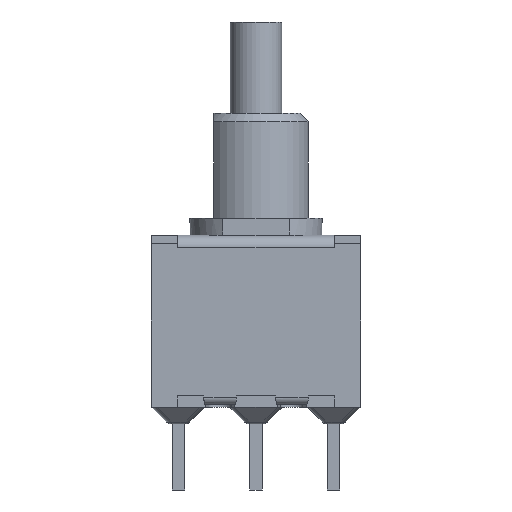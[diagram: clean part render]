
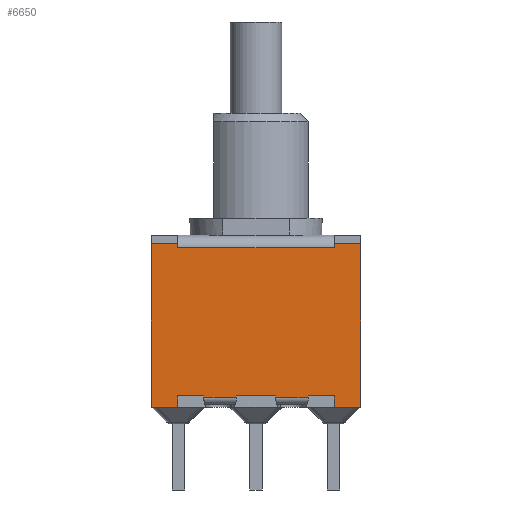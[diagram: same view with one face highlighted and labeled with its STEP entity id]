
A CAD part, front view. The second image highlights one B-rep face of the part: STEP entity #6650.
In plain terms, the highlighted planar face has unit normal (0, -1, 0).
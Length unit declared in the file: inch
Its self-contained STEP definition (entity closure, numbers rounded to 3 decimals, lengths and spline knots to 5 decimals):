
#1790=CARTESIAN_POINT('',(-0.18701,-0.13504,0.0));
#1791=VERTEX_POINT('',#1790);
#1798=CARTESIAN_POINT('',(-0.25,-0.13504,0.0));
#1799=VERTEX_POINT('',#1798);
#1800=CARTESIAN_POINT('',(-0.18701,-0.13504,0.0));
#1801=DIRECTION('',(-1.0,0.0,0.0));
#1802=VECTOR('',#1801,0.06299);
#1803=LINE('',#1800,#1802);
#1804=EDGE_CURVE('',#1791,#1799,#1803,.T.);
#3295=CARTESIAN_POINT('',(-0.04702,-0.13504,0.02756));
#3296=VERTEX_POINT('',#3295);
#3303=CARTESIAN_POINT('',(-0.04702,-0.13504,0.02323));
#3304=VERTEX_POINT('',#3303);
#3305=CARTESIAN_POINT('',(-0.04702,-0.13504,0.02323));
#3306=DIRECTION('',(0.0,0.0,1.0));
#3307=VECTOR('',#3306,0.00433);
#3308=LINE('',#3305,#3307);
#3309=EDGE_CURVE('',#3304,#3296,#3308,.T.);
#3352=CARTESIAN_POINT('',(0.04702,-0.13504,0.02323));
#3353=VERTEX_POINT('',#3352);
#3361=CARTESIAN_POINT('',(0.04702,-0.13504,0.02756));
#3362=VERTEX_POINT('',#3361);
#3363=CARTESIAN_POINT('',(0.04702,-0.13504,0.02756));
#3364=DIRECTION('',(0.0,0.0,-1.0));
#3365=VECTOR('',#3364,0.00433);
#3366=LINE('',#3363,#3365);
#3367=EDGE_CURVE('',#3362,#3353,#3366,.T.);
#5416=CARTESIAN_POINT('',(-0.12424,-0.13504,0.02323));
#5417=VERTEX_POINT('',#5416);
#5434=CARTESIAN_POINT('',(-0.04702,-0.13504,0.02323));
#5435=DIRECTION('',(-1.0,0.0,0.0));
#5436=VECTOR('',#5435,0.07721);
#5437=LINE('',#5434,#5436);
#5438=EDGE_CURVE('',#3304,#5417,#5437,.T.);
#5499=CARTESIAN_POINT('',(-0.12424,-0.13504,0.02756));
#5500=VERTEX_POINT('',#5499);
#5501=CARTESIAN_POINT('',(-0.12424,-0.13504,0.02756));
#5502=DIRECTION('',(0.0,0.0,-1.0));
#5503=VECTOR('',#5502,0.00433);
#5504=LINE('',#5501,#5503);
#5505=EDGE_CURVE('',#5500,#5417,#5504,.T.);
#5628=CARTESIAN_POINT('',(0.12424,-0.13504,0.02323));
#5629=VERTEX_POINT('',#5628);
#5637=CARTESIAN_POINT('',(0.12424,-0.13504,0.02323));
#5638=DIRECTION('',(-1.0,0.0,0.0));
#5639=VECTOR('',#5638,0.07721);
#5640=LINE('',#5637,#5639);
#5641=EDGE_CURVE('',#5629,#3353,#5640,.T.);
#5709=CARTESIAN_POINT('',(0.18701,-0.13504,0.02756));
#5710=VERTEX_POINT('',#5709);
#5717=CARTESIAN_POINT('',(0.12424,-0.13504,0.02756));
#5718=VERTEX_POINT('',#5717);
#5719=CARTESIAN_POINT('',(0.12424,-0.13504,0.02756));
#5720=DIRECTION('',(1.0,0.0,0.0));
#5721=VECTOR('',#5720,0.06277);
#5722=LINE('',#5719,#5721);
#5723=EDGE_CURVE('',#5718,#5710,#5722,.T.);
#5748=CARTESIAN_POINT('',(-0.18701,-0.13504,0.02756));
#5749=VERTEX_POINT('',#5748);
#5750=CARTESIAN_POINT('',(-0.18701,-0.13504,0.02756));
#5751=DIRECTION('',(1.0,0.0,0.0));
#5752=VECTOR('',#5751,0.06277);
#5753=LINE('',#5750,#5752);
#5754=EDGE_CURVE('',#5749,#5500,#5753,.T.);
#5777=CARTESIAN_POINT('',(-0.04702,-0.13504,0.02756));
#5778=DIRECTION('',(1.0,0.0,0.0));
#5779=VECTOR('',#5778,0.09405);
#5780=LINE('',#5777,#5779);
#5781=EDGE_CURVE('',#3296,#3362,#5780,.T.);
#5883=CARTESIAN_POINT('',(0.12424,-0.13504,0.02323));
#5884=DIRECTION('',(0.0,0.0,1.0));
#5885=VECTOR('',#5884,0.00433);
#5886=LINE('',#5883,#5885);
#5887=EDGE_CURVE('',#5629,#5718,#5886,.T.);
#5911=CARTESIAN_POINT('',(0.18701,-0.13504,0.38071));
#5912=VERTEX_POINT('',#5911);
#5925=CARTESIAN_POINT('',(-0.18701,-0.13504,0.38071));
#5926=VERTEX_POINT('',#5925);
#5934=CARTESIAN_POINT('',(-0.18701,-0.13504,0.38071));
#5935=DIRECTION('',(1.0,0.0,0.0));
#5936=VECTOR('',#5935,0.37402);
#5937=LINE('',#5934,#5936);
#5938=EDGE_CURVE('',#5926,#5912,#5937,.T.);
#6195=CARTESIAN_POINT('',(0.18701,-0.13504,0.39055));
#6196=VERTEX_POINT('',#6195);
#6203=CARTESIAN_POINT('',(0.25,-0.13504,0.39055));
#6204=VERTEX_POINT('',#6203);
#6205=CARTESIAN_POINT('',(0.25,-0.13504,0.39055));
#6206=DIRECTION('',(-1.0,0.0,0.0));
#6207=VECTOR('',#6206,0.06299);
#6208=LINE('',#6205,#6207);
#6209=EDGE_CURVE('',#6204,#6196,#6208,.T.);
#6251=CARTESIAN_POINT('',(-0.25,-0.13504,0.39055));
#6252=VERTEX_POINT('',#6251);
#6259=CARTESIAN_POINT('',(-0.18701,-0.13504,0.39055));
#6260=VERTEX_POINT('',#6259);
#6261=CARTESIAN_POINT('',(-0.18701,-0.13504,0.39055));
#6262=DIRECTION('',(-1.0,0.0,0.0));
#6263=VECTOR('',#6262,0.06299);
#6264=LINE('',#6261,#6263);
#6265=EDGE_CURVE('',#6260,#6252,#6264,.T.);
#6305=CARTESIAN_POINT('',(-0.18701,-0.13504,0.0));
#6306=DIRECTION('',(0.0,0.0,1.0));
#6307=VECTOR('',#6306,0.02756);
#6308=LINE('',#6305,#6307);
#6309=EDGE_CURVE('',#1791,#5749,#6308,.T.);
#6335=CARTESIAN_POINT('',(0.18701,-0.13504,0.0));
#6336=VERTEX_POINT('',#6335);
#6343=CARTESIAN_POINT('',(0.18701,-0.13504,0.0));
#6344=DIRECTION('',(0.0,0.0,1.0));
#6345=VECTOR('',#6344,0.02756);
#6346=LINE('',#6343,#6345);
#6347=EDGE_CURVE('',#6336,#5710,#6346,.T.);
#6358=CARTESIAN_POINT('',(0.18701,-0.13504,0.38071));
#6359=DIRECTION('',(0.0,0.0,1.0));
#6360=VECTOR('',#6359,0.00984);
#6361=LINE('',#6358,#6360);
#6362=EDGE_CURVE('',#5912,#6196,#6361,.T.);
#6597=CARTESIAN_POINT('',(-0.18701,-0.13504,0.38071));
#6598=DIRECTION('',(0.0,0.0,1.0));
#6599=VECTOR('',#6598,0.00984);
#6600=LINE('',#6597,#6599);
#6601=EDGE_CURVE('',#5926,#6260,#6600,.T.);
#6606=CARTESIAN_POINT('',(0.275,-0.13504,-0.01953));
#6607=DIRECTION('',(0.0,-1.0,0.0));
#6608=DIRECTION('',(0.0,0.0,-1.0));
#6609=AXIS2_PLACEMENT_3D('',#6606,#6607,#6608);
#6610=PLANE('',#6609);
#6611=ORIENTED_EDGE('',*,*,#6265,.T.);
#6612=CARTESIAN_POINT('',(-0.25,-0.13504,0.0));
#6613=DIRECTION('',(0.0,0.0,1.0));
#6614=VECTOR('',#6613,0.39055);
#6615=LINE('',#6612,#6614);
#6616=EDGE_CURVE('',#1799,#6252,#6615,.T.);
#6617=ORIENTED_EDGE('',*,*,#6616,.F.);
#6618=ORIENTED_EDGE('',*,*,#1804,.F.);
#6619=ORIENTED_EDGE('',*,*,#6309,.T.);
#6620=ORIENTED_EDGE('',*,*,#5754,.T.);
#6621=ORIENTED_EDGE('',*,*,#5505,.T.);
#6622=ORIENTED_EDGE('',*,*,#5438,.F.);
#6623=ORIENTED_EDGE('',*,*,#3309,.T.);
#6624=ORIENTED_EDGE('',*,*,#5781,.T.);
#6625=ORIENTED_EDGE('',*,*,#3367,.T.);
#6626=ORIENTED_EDGE('',*,*,#5641,.F.);
#6627=ORIENTED_EDGE('',*,*,#5887,.T.);
#6628=ORIENTED_EDGE('',*,*,#5723,.T.);
#6629=ORIENTED_EDGE('',*,*,#6347,.F.);
#6630=CARTESIAN_POINT('',(0.25,-0.13504,0.0));
#6631=VERTEX_POINT('',#6630);
#6632=CARTESIAN_POINT('',(0.25,-0.13504,0.0));
#6633=DIRECTION('',(-1.0,0.0,0.0));
#6634=VECTOR('',#6633,0.06299);
#6635=LINE('',#6632,#6634);
#6636=EDGE_CURVE('',#6631,#6336,#6635,.T.);
#6637=ORIENTED_EDGE('',*,*,#6636,.F.);
#6638=CARTESIAN_POINT('',(0.25,-0.13504,0.0));
#6639=DIRECTION('',(0.0,0.0,1.0));
#6640=VECTOR('',#6639,0.39055);
#6641=LINE('',#6638,#6640);
#6642=EDGE_CURVE('',#6631,#6204,#6641,.T.);
#6643=ORIENTED_EDGE('',*,*,#6642,.T.);
#6644=ORIENTED_EDGE('',*,*,#6209,.T.);
#6645=ORIENTED_EDGE('',*,*,#6362,.F.);
#6646=ORIENTED_EDGE('',*,*,#5938,.F.);
#6647=ORIENTED_EDGE('',*,*,#6601,.T.);
#6648=EDGE_LOOP('',(#6611,#6617,#6618,#6619,#6620,#6621,#6622,#6623,#6624,#6625,#6626,#6627,#6628,#6629,#6637,#6643,#6644,#6645,#6646,#6647));
#6649=FACE_OUTER_BOUND('',#6648,.T.);
#6650=ADVANCED_FACE('',(#6649),#6610,.T.);
